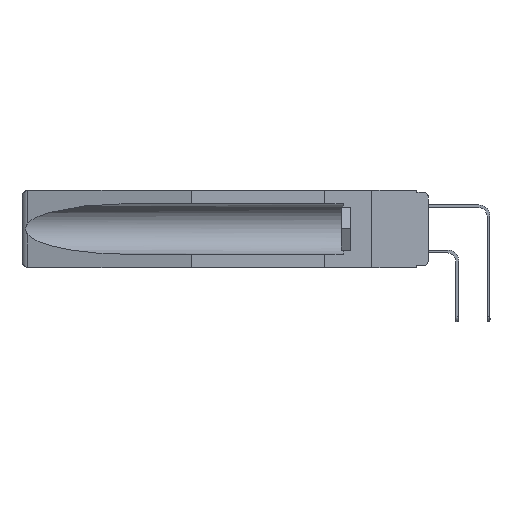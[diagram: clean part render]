
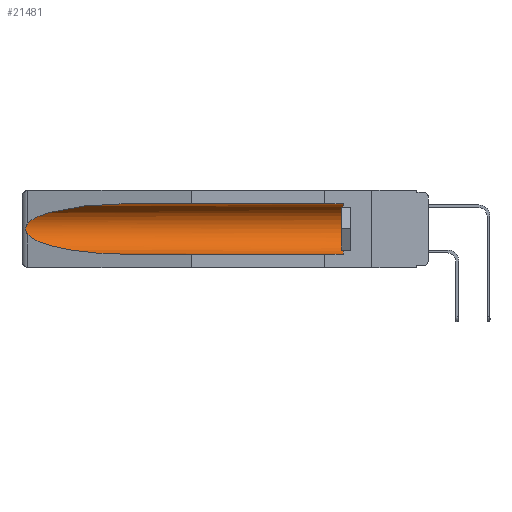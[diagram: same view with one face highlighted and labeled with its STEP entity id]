
A CAD part, left-side view. The second image highlights one B-rep face of the part: STEP entity #21481.
In plain terms, the highlighted cylindrical face has radius 2.857 mm (diameter 5.715 mm), a partial arc.
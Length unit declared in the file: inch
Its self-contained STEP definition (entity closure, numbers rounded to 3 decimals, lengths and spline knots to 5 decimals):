
#589 = CARTESIAN_POINT ( 'NONE',  ( 0.25451, 1.48313, -0.09465 ) ) ;
#659 = CARTESIAN_POINT ( 'NONE',  ( 0.2675, 1.53308, -0.16763 ) ) ;
#1291 = EDGE_CURVE ( 'NONE', #3768, #3989, #5090, .T. ) ;
#1345 = CARTESIAN_POINT ( 'NONE',  ( 0.155, 1.07973, -0.284 ) ) ;
#2113 = CARTESIAN_POINT ( 'NONE',  ( 0.155, 0.126, -0.284 ) ) ;
#2322 = LINE ( 'NONE', #18243, #10607 ) ;
#2384 = ORIENTED_EDGE ( 'NONE', *, *, #11262, .T. ) ;
#2520 = DIRECTION ( 'NONE',  ( 0., 0., 1. ) ) ;
#2838 = AXIS2_PLACEMENT_3D ( 'NONE', #18946, #10946, #2520 ) ;
#3396 = CARTESIAN_POINT ( 'NONE',  ( 0.155, -0.30754, -0.1715 ) ) ;
#3768 = VERTEX_POINT ( 'NONE', #15772 ) ;
#3964 = EDGE_CURVE ( 'NONE', #12813, #3768, #16923, .T. ) ;
#3989 = VERTEX_POINT ( 'NONE', #19295 ) ;
#4598 = CARTESIAN_POINT ( 'NONE',  ( 0.2673, 1.5327, -0.16383 ) ) ;
#4599 = CARTESIAN_POINT ( 'NONE',  ( 0.155, 1.07973, -0.284 ) ) ;
#4696 = CARTESIAN_POINT ( 'NONE',  ( 0.155, -0.30754, -0.059 ) ) ;
#4991 = CARTESIAN_POINT ( 'NONE',  ( 0.26537, 1.52718, -0.19328 ) ) ;
#5090 =( BOUNDED_CURVE ( )  B_SPLINE_CURVE ( 3, ( #10082, #18217, #589, #6384 ),
 .UNSPECIFIED., .F., .F. ) 
 B_SPLINE_CURVE_WITH_KNOTS ( ( 4, 4 ),
 ( 4.71239, 6.08839 ),
 .UNSPECIFIED. ) 
 CURVE ( )  GEOMETRIC_REPRESENTATION_ITEM ( )  RATIONAL_B_SPLINE_CURVE ( ( 1., 0.848, 0.848, 1. ) ) 
 REPRESENTATION_ITEM ( '' )  );
#6082 = B_SPLINE_CURVE_WITH_KNOTS ( 'NONE', 3,
 ( #20504, #16940, #11042, #4598, #659, #10919, #8825, #8687, #24691, #4991 ),
 .UNSPECIFIED., .F., .F.,
 ( 4, 2, 2, 2, 4 ),
 ( 0., 0.00029, 0.00058, 0.00087, 0.00117 ),
 .UNSPECIFIED. ) ;
#6384 = CARTESIAN_POINT ( 'NONE',  ( 0.26537, 1.52718, -0.14972 ) ) ;
#6448 = AXIS2_PLACEMENT_3D ( 'NONE', #3396, #23108, #13126 ) ;
#6565 = VERTEX_POINT ( 'NONE', #9316 ) ;
#8013 = ORIENTED_EDGE ( 'NONE', *, *, #24958, .T. ) ;
#8687 = CARTESIAN_POINT ( 'NONE',  ( 0.26655, 1.53094, -0.18657 ) ) ;
#8709 = ORIENTED_EDGE ( 'NONE', *, *, #3964, .T. ) ;
#8825 = CARTESIAN_POINT ( 'NONE',  ( 0.2673, 1.53269, -0.17917 ) ) ;
#9198 = CYLINDRICAL_SURFACE ( 'NONE', #6448, 0.1125 ) ;
#9316 = CARTESIAN_POINT ( 'NONE',  ( 0.26537, 1.52718, -0.19328 ) ) ;
#10082 = CARTESIAN_POINT ( 'NONE',  ( 0.155, 1.07973, -0.059 ) ) ;
#10469 =( BOUNDED_CURVE ( )  B_SPLINE_CURVE ( 3, ( #18794, #18651, #22603, #4599 ),
 .UNSPECIFIED., .F., .F. ) 
 B_SPLINE_CURVE_WITH_KNOTS ( ( 4, 4 ),
 ( 0.1948, 1.5708 ),
 .UNSPECIFIED. ) 
 CURVE ( )  GEOMETRIC_REPRESENTATION_ITEM ( )  RATIONAL_B_SPLINE_CURVE ( ( 1., 0.848, 0.848, 1. ) ) 
 REPRESENTATION_ITEM ( '' )  );
#10607 = VECTOR ( 'NONE', #22186, 39.37008 ) ;
#10919 = CARTESIAN_POINT ( 'NONE',  ( 0.2675, 1.53308, -0.17534 ) ) ;
#10946 = DIRECTION ( 'NONE',  ( 0., -1., 0. ) ) ;
#11042 = CARTESIAN_POINT ( 'NONE',  ( 0.26654, 1.53092, -0.15636 ) ) ;
#11262 = EDGE_CURVE ( 'NONE', #11513, #12813, #22166, .T. ) ;
#11513 = VERTEX_POINT ( 'NONE', #2113 ) ;
#12112 = ORIENTED_EDGE ( 'NONE', *, *, #18141, .T. ) ;
#12813 = VERTEX_POINT ( 'NONE', #14877 ) ;
#13126 = DIRECTION ( 'NONE',  ( 0., 0., 1. ) ) ;
#14877 = CARTESIAN_POINT ( 'NONE',  ( 0.155, 0.126, -0.059 ) ) ;
#15562 = VERTEX_POINT ( 'NONE', #1345 ) ;
#15772 = CARTESIAN_POINT ( 'NONE',  ( 0.155, 1.07973, -0.059 ) ) ;
#16923 = LINE ( 'NONE', #4696, #19115 ) ;
#16940 = CARTESIAN_POINT ( 'NONE',  ( 0.26597, 1.52961, -0.15275 ) ) ;
#17930 = EDGE_LOOP ( 'NONE', ( #21421, #12112, #8013, #18992, #2384, #8709 ) ) ;
#18141 = EDGE_CURVE ( 'NONE', #3989, #6565, #6082, .T. ) ;
#18217 = CARTESIAN_POINT ( 'NONE',  ( 0.21114, 1.30732, -0.059 ) ) ;
#18243 = CARTESIAN_POINT ( 'NONE',  ( 0.155, -0.30754, -0.284 ) ) ;
#18651 = CARTESIAN_POINT ( 'NONE',  ( 0.25451, 1.48313, -0.24835 ) ) ;
#18794 = CARTESIAN_POINT ( 'NONE',  ( 0.26537, 1.52718, -0.19328 ) ) ;
#18946 = CARTESIAN_POINT ( 'NONE',  ( 0.155, 0.126, -0.1715 ) ) ;
#18992 = ORIENTED_EDGE ( 'NONE', *, *, #20489, .F. ) ;
#19115 = VECTOR ( 'NONE', #25054, 39.37008 ) ;
#19295 = CARTESIAN_POINT ( 'NONE',  ( 0.26537, 1.52718, -0.14972 ) ) ;
#20489 = EDGE_CURVE ( 'NONE', #11513, #15562, #2322, .T. ) ;
#20504 = CARTESIAN_POINT ( 'NONE',  ( 0.26537, 1.52718, -0.14972 ) ) ;
#21421 = ORIENTED_EDGE ( 'NONE', *, *, #1291, .T. ) ;
#21481 = ADVANCED_FACE ( 'NONE', ( #25070 ), #9198, .F. ) ;
#22166 = CIRCLE ( 'NONE', #2838, 0.1125 ) ;
#22186 = DIRECTION ( 'NONE',  ( 0., 1., 0. ) ) ;
#22603 = CARTESIAN_POINT ( 'NONE',  ( 0.21114, 1.30732, -0.284 ) ) ;
#23108 = DIRECTION ( 'NONE',  ( 0., 1., 0. ) ) ;
#24691 = CARTESIAN_POINT ( 'NONE',  ( 0.26597, 1.5296, -0.19026 ) ) ;
#24958 = EDGE_CURVE ( 'NONE', #6565, #15562, #10469, .T. ) ;
#25054 = DIRECTION ( 'NONE',  ( 0., 1., 0. ) ) ;
#25070 = FACE_OUTER_BOUND ( 'NONE', #17930, .T. ) ;
